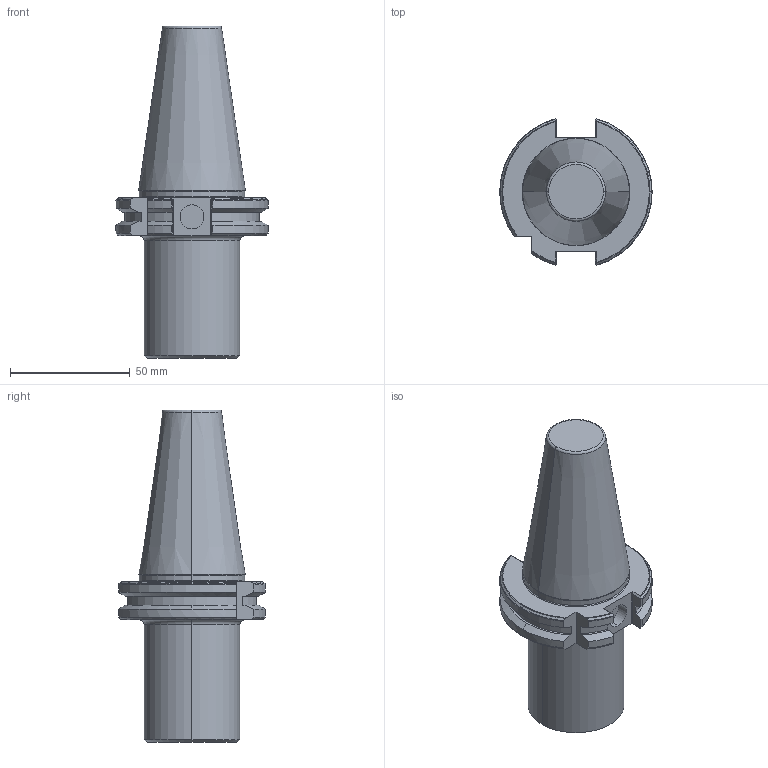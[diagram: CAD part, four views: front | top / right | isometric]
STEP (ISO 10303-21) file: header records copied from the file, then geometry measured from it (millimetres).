
FILE_DESCRIPTION (( 'STEP AP203' ), '1' );
FILE_NAME ('SK40 ER32 A.STEP', '2018-05-31T13:35:32', ( '' ), ( '' ), 'SwSTEP 2.0', 'SolidWorks 2014', '' );
FILE_SCHEMA (( 'CONFIG_CONTROL_DESIGN' ));
Length unit declared in the file: millimetre
Products named in the file (1): SK40 ER32 A
Bounding box: 63.5 x 61.13 x 138.4 mm (x, y, z)
Volume: 177088.2 mm3; surface area: 22958.7 mm2
Topology: 1 solids, 1 shells, 97 faces, 259 edges, 167 vertices
Faces by surface type: plane 31, torus 22, cone 22, cylinder 22
Entity records: 3215 total; most frequent: CARTESIAN_POINT 768, ORIENTED_EDGE 518, DIRECTION 484, EDGE_CURVE 259, AXIS2_PLACEMENT_3D 195, VERTEX_POINT 167, EDGE_LOOP 100, FACE_OUTER_BOUND 97
